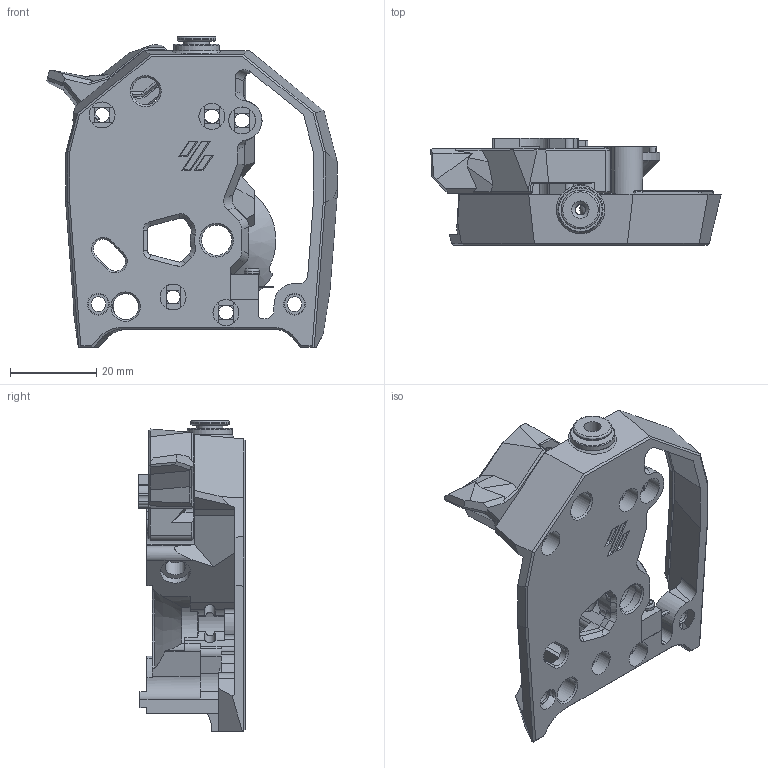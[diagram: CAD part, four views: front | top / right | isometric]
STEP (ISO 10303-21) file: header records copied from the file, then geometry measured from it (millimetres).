
FILE_DESCRIPTION(/* description */ (''),/* implementation_level */ '2;1');
FILE_NAME(/* name */ 'CW2_with_ECAS_and_sensor_loose.step',/* time_stamp */ '2022-08-18T17:12:04-07:00',/* author */ (''),/* organization */ (''),/* preprocessor_version */ 'ST-DEVELOPER v19',/* originating_system */ 'Autodesk Translation Framework v11.7.0.108',/* authorisation */ '');
FILE_SCHEMA (('AUTOMOTIVE_DESIGN { 1 0 10303 214 3 1 1 }'));
Length unit declared in the file: millimetre
Products named in the file (12): CW2 with ECAS and BB; ECAS latch; ECAS fitting; Main body; Release clip; Seal; Omron D2F microswitch v2; D2F_ACTUATOR; D2F_BASE; M2x10 self-tapping screw; Composite main body; Ball bearing
Assembly tree (12 placements, depth 3):
  CW2 with ECAS and BB
    ECAS latch
    ECAS fitting
      Main body
      Release clip
      Seal
    Omron D2F microswitch v2
      D2F_ACTUATOR
      D2F_BASE
    M2x10 self-tapping screw  x2
    Composite main body
    Ball bearing
Bounding box: 67.17 x 24.7 x 71.89 mm (x, y, z)
Volume: 28210.1 mm3; surface area: 18973.2 mm2
Topology: 10 solids, 10 shells, 839 faces, 2257 edges, 1450 vertices
Faces by surface type: plane 460, cylinder 229, cone 92, bspline 45, torus 11, sphere 2
Full cylindrical faces by diameter (mm): 1.15 x20, 1.8 x2, 2 x21, 2.4 x2, 2.8 x1, 3.2 x1, 3.4 x7, 3.5 x2, 4 x3, 4.4 x1, 4.7 x4, 5.6 x1, 6 x6, 6.248 x1, 6.4 x1, 7 x2, 7.4 x1, 8 x3, 8.2 x1, 8.45 x1, 8.47 x1, 9 x1, 10.45 x1
Entity records: 29959 total; most frequent: CARTESIAN_POINT 10201, ORIENTED_EDGE 4162, DIRECTION 3957, EDGE_CURVE 2081, VERTEX_POINT 1332, AXIS2_PLACEMENT_3D 1324, LINE 1309, VECTOR 1309
